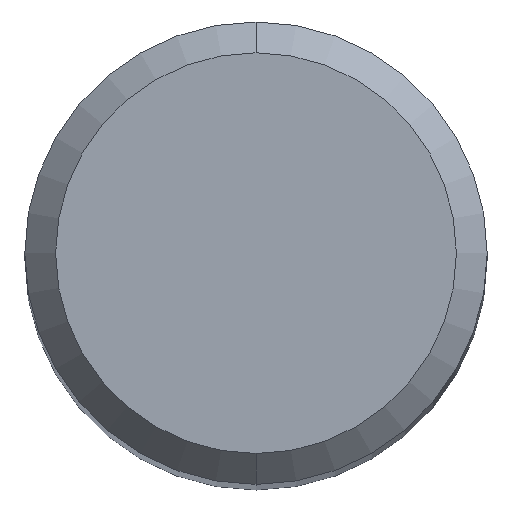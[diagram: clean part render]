
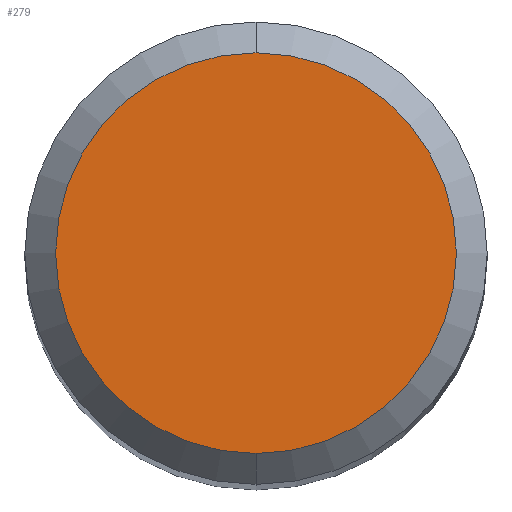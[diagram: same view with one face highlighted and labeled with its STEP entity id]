
A CAD part, top view. The second image highlights one B-rep face of the part: STEP entity #279.
In plain terms, the highlighted planar face has unit normal (0, 0, 1).
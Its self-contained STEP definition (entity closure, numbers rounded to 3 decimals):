
#241=VERTEX_POINT('',#541);
#263=VERTEX_POINT('',#565);
#279=ADVANCED_FACE('',(#582),#583,.T.);
#381=EDGE_CURVE('',#263,#241,#695,.T.);
#425=EDGE_CURVE('',#241,#263,#743,.T.);
#541=CARTESIAN_POINT('',(0.,-2.6,40.961));
#565=CARTESIAN_POINT('',(0.0,2.6,40.961));
#582=FACE_OUTER_BOUND('',#1027,.T.);
#583=PLANE('',#1028);
#695=CIRCLE('',#1280,2.6);
#743=CIRCLE('',#1383,2.6);
#1027=EDGE_LOOP('',(#1529,#1530));
#1028=AXIS2_PLACEMENT_3D('',#1531,#1532,#1533);
#1280=AXIS2_PLACEMENT_3D('',#1667,#1668,#1669);
#1383=AXIS2_PLACEMENT_3D('',#1712,#1713,#1714);
#1529=ORIENTED_EDGE('',*,*,#381,.F.);
#1530=ORIENTED_EDGE('',*,*,#425,.F.);
#1531=CARTESIAN_POINT('',(0.0,1.3,40.961));
#1532=DIRECTION('',(-0.0,0.0,1.0));
#1533=DIRECTION('',(0.0,-1.0,0.0));
#1667=CARTESIAN_POINT('',(0.0,0.0,40.961));
#1668=DIRECTION('',(0.0,0.0,-1.0));
#1669=DIRECTION('',(0.0,1.0,0.0));
#1712=CARTESIAN_POINT('',(0.0,0.0,40.961));
#1713=DIRECTION('',(0.0,0.0,-1.0));
#1714=DIRECTION('',(0.0,1.0,0.0));
